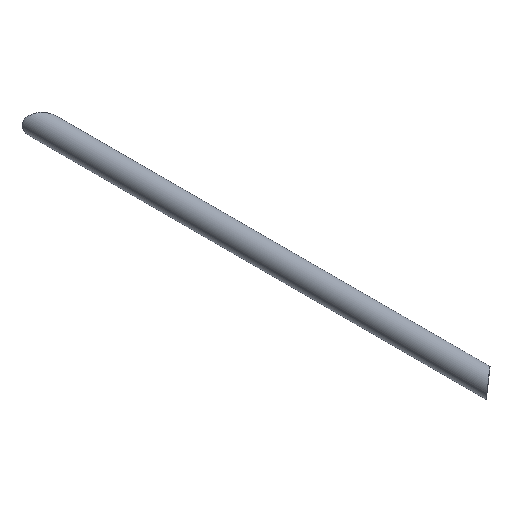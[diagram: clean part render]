
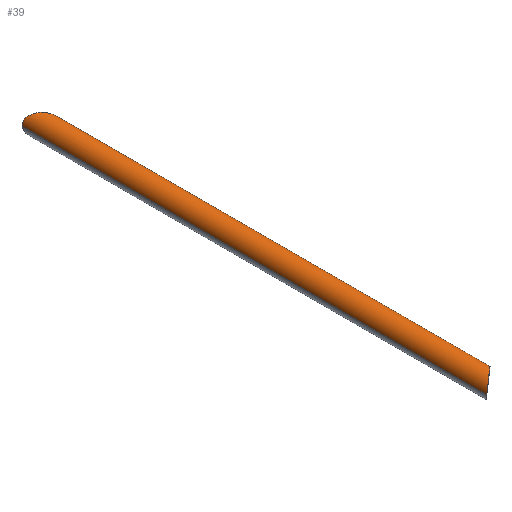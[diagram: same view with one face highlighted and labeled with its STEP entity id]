
A CAD part, isometric view. The second image highlights one B-rep face of the part: STEP entity #39.
In plain terms, the highlighted cylindrical face has radius 12.5 mm (diameter 25 mm), a partial arc.
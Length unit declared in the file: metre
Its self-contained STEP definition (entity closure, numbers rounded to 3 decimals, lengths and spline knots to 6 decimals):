
#39=ADVANCED_FACE('',(#85),#86,.T.);
#51=EDGE_CURVE('0:32',#105,#106,#107,.T.);
#53=EDGE_CURVE('0:33',#109,#110,#111,.T.);
#85=FACE_OUTER_BOUND('',#137,.T.);
#86=CYLINDRICAL_SURFACE('',#138,0.0125);
#105=VERTEX_POINT('',#158);
#106=VERTEX_POINT('',#159);
#107=B_SPLINE_CURVE_WITH_KNOTS('',3,(#160,#161,#162,#163,#164,#165,#166,#167,#168,#169,#170,#171,#172,#173,#174,#175,#176,#177,#178,#179,#180,#181,#182,#183,#184,#185,#186,#187,#188,#189,#190,#191,#192,#193),.UNSPECIFIED.,.F.,.F.,(4,3,3,3,3,3,3,3,3,3,3,4),(-65.02626,-59.818817,-53.911833,-47.185453,-39.318479,-29.488859,-22.116644,-15.753183,-10.105325,-5.052663,-0.382466,0.0),.UNSPECIFIED.);
#109=VERTEX_POINT('',#196);
#110=VERTEX_POINT('',#197);
#111=B_SPLINE_CURVE_WITH_KNOTS('',3,(#198,#199,#200,#201,#202,#203,#204,#205,#206,#207,#208,#209,#210,#211,#212,#213,#214,#215,#216,#217,#218,#219,#220,#221,#222,#223,#224,#225,#226,#227,#228),.UNSPECIFIED.,.F.,.F.,(4,3,3,3,3,3,3,3,3,3,4),(0.0,4.780096,9.922989,15.816621,23.163844,32.076016,41.157288,48.558884,55.028437,60.392537,65.027391),.UNSPECIFIED.);
#137=EDGE_LOOP('',(#439,#440,#441,#442));
#138=AXIS2_PLACEMENT_3D('',#443,#444,#445);
#158=CARTESIAN_POINT('',(-1.970765,0.245303,0.283937));
#159=CARTESIAN_POINT('',(-1.995765,0.267049,0.283937));
#160=CARTESIAN_POINT('',(-1.970765,0.245303,0.283937));
#161=CARTESIAN_POINT('',(-1.970765,0.245442,0.285157));
#162=CARTESIAN_POINT('',(-1.970947,0.245736,0.286355));
#163=CARTESIAN_POINT('',(-1.971273,0.246145,0.287465));
#164=CARTESIAN_POINT('',(-1.971644,0.24661,0.288724));
#165=CARTESIAN_POINT('',(-1.972197,0.247221,0.28987));
#166=CARTESIAN_POINT('',(-1.972866,0.247917,0.290873));
#167=CARTESIAN_POINT('',(-1.973628,0.24871,0.292016));
#168=CARTESIAN_POINT('',(-1.974539,0.249611,0.292977));
#169=CARTESIAN_POINT('',(-1.975535,0.250566,0.29376));
#170=CARTESIAN_POINT('',(-1.976698,0.251682,0.294676));
#171=CARTESIAN_POINT('',(-1.977977,0.252871,0.29535));
#172=CARTESIAN_POINT('',(-1.97931,0.254081,0.295795));
#173=CARTESIAN_POINT('',(-1.980976,0.255592,0.29635));
#174=CARTESIAN_POINT('',(-1.982729,0.25714,0.296549));
#175=CARTESIAN_POINT('',(-1.984482,0.258645,0.296378));
#176=CARTESIAN_POINT('',(-1.985797,0.259774,0.296249));
#177=CARTESIAN_POINT('',(-1.987113,0.260881,0.295911));
#178=CARTESIAN_POINT('',(-1.988383,0.261921,0.295341));
#179=CARTESIAN_POINT('',(-1.98948,0.262819,0.294849));
#180=CARTESIAN_POINT('',(-1.990542,0.263667,0.294183));
#181=CARTESIAN_POINT('',(-1.991518,0.264419,0.293326));
#182=CARTESIAN_POINT('',(-1.992383,0.265085,0.292565));
#183=CARTESIAN_POINT('',(-1.99318,0.265675,0.291651));
#184=CARTESIAN_POINT('',(-1.993845,0.266133,0.290593));
#185=CARTESIAN_POINT('',(-1.994441,0.266544,0.289647));
#186=CARTESIAN_POINT('',(-1.994929,0.266848,0.288584));
#187=CARTESIAN_POINT('',(-1.995261,0.267008,0.287452));
#188=CARTESIAN_POINT('',(-1.995567,0.267157,0.286405));
#189=CARTESIAN_POINT('',(-1.995739,0.26718,0.285302));
#190=CARTESIAN_POINT('',(-1.995762,0.267077,0.284206));
#191=CARTESIAN_POINT('',(-1.995764,0.267068,0.284116));
#192=CARTESIAN_POINT('',(-1.995765,0.267059,0.284027));
#193=CARTESIAN_POINT('',(-1.995765,0.267049,0.283937));
#196=CARTESIAN_POINT('',(-1.995765,-0.267049,0.283937));
#197=CARTESIAN_POINT('',(-1.970765,-0.245303,0.283937));
#198=CARTESIAN_POINT('',(-1.995765,-0.267049,0.283937));
#199=CARTESIAN_POINT('',(-1.995765,-0.267176,0.285057));
#200=CARTESIAN_POINT('',(-1.995611,-0.26717,0.28619));
#201=CARTESIAN_POINT('',(-1.995313,-0.267033,0.287267));
#202=CARTESIAN_POINT('',(-1.994993,-0.266886,0.288427));
#203=CARTESIAN_POINT('',(-1.994508,-0.266588,0.289518));
#204=CARTESIAN_POINT('',(-1.99391,-0.266178,0.29049));
#205=CARTESIAN_POINT('',(-1.993224,-0.265708,0.291603));
#206=CARTESIAN_POINT('',(-1.992394,-0.265094,0.29256));
#207=CARTESIAN_POINT('',(-1.991489,-0.264396,0.293351));
#208=CARTESIAN_POINT('',(-1.990361,-0.263527,0.294336));
#209=CARTESIAN_POINT('',(-1.989118,-0.262529,0.295067));
#210=CARTESIAN_POINT('',(-1.98784,-0.261474,0.29557));
#211=CARTESIAN_POINT('',(-1.986289,-0.260194,0.29618));
#212=CARTESIAN_POINT('',(-1.984684,-0.25883,0.296457));
#213=CARTESIAN_POINT('',(-1.9831,-0.25745,0.296436));
#214=CARTESIAN_POINT('',(-1.981486,-0.256043,0.296415));
#215=CARTESIAN_POINT('',(-1.979892,-0.254619,0.296084));
#216=CARTESIAN_POINT('',(-1.978386,-0.253237,0.295446));
#217=CARTESIAN_POINT('',(-1.977159,-0.252111,0.294926));
#218=CARTESIAN_POINT('',(-1.975991,-0.251012,0.2942));
#219=CARTESIAN_POINT('',(-1.974937,-0.249989,0.293259));
#220=CARTESIAN_POINT('',(-1.974016,-0.249095,0.292436));
#221=CARTESIAN_POINT('',(-1.973182,-0.248257,0.291446));
#222=CARTESIAN_POINT('',(-1.9725,-0.247533,0.29029));
#223=CARTESIAN_POINT('',(-1.971934,-0.246932,0.289332));
#224=CARTESIAN_POINT('',(-1.971474,-0.24641,0.288258));
#225=CARTESIAN_POINT('',(-1.971171,-0.246014,0.287096));
#226=CARTESIAN_POINT('',(-1.970908,-0.245673,0.286092));
#227=CARTESIAN_POINT('',(-1.970765,-0.245426,0.285022));
#228=CARTESIAN_POINT('',(-1.970765,-0.245303,0.283937));
#439=ORIENTED_EDGE('',*,*,#488,.F.);
#440=ORIENTED_EDGE('',*,*,#51,.T.);
#441=ORIENTED_EDGE('',*,*,#489,.F.);
#442=ORIENTED_EDGE('',*,*,#53,.T.);
#443=CARTESIAN_POINT('',(-1.983265,-500.256176,0.283937));
#444=DIRECTION('',(0.0,1.0,0.0));
#445=DIRECTION('',(1.0,0.0,0.));
#488=EDGE_CURVE('',#105,#110,#499,.T.);
#489=EDGE_CURVE('',#109,#106,#500,.T.);
#499=LINE('',#510,#511);
#500=LINE('',#512,#513);
#510=CARTESIAN_POINT('',(-1.970765,-0.000005,0.283937));
#511=VECTOR('',#524,1.0);
#512=CARTESIAN_POINT('',(-1.995765,-0.000005,0.283937));
#513=VECTOR('',#525,1.0);
#524=DIRECTION('',(-0.0,-1.0,-0.0));
#525=DIRECTION('',(0.0,1.0,0.0));
